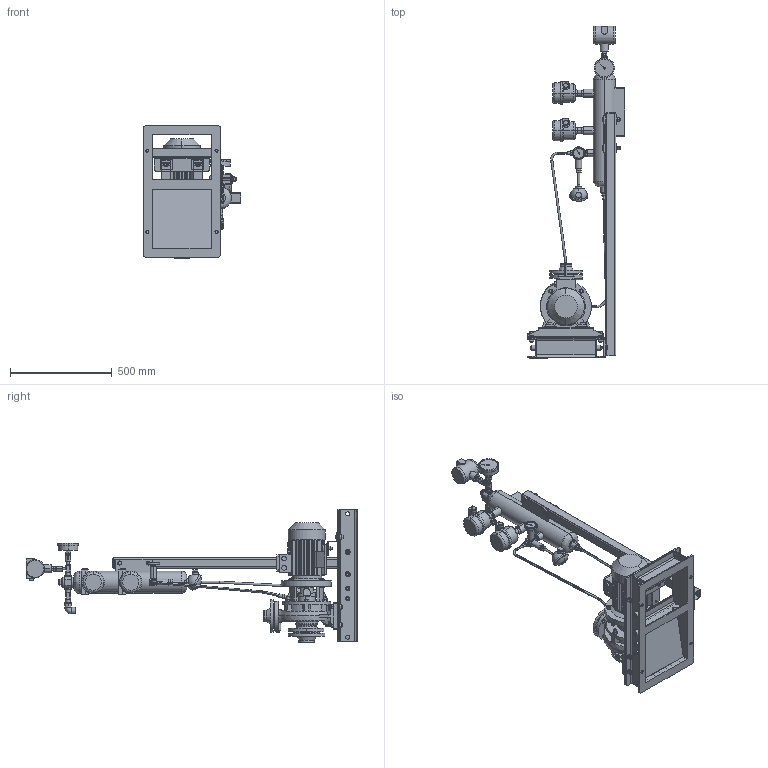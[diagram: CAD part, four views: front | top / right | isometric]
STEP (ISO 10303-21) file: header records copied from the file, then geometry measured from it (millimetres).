
FILE_DESCRIPTION (( 'STEP AP203' ), '1' );
FILE_NAME ('221-207-55Ò-ÐÑ2-10-02.step', '2023-07-26T13:44:26', ( 'adb' ), ( '' ), 'SwSTEP 2.0', 'SolidWorks 2016', '' );
FILE_SCHEMA (( 'CONFIG_CONTROL_DESIGN' ));
Length unit declared in the file: millimetre
Products named in the file (1): 221-207-55Ò-ÐÑ2-10-02
Bounding box: 479 x 1630.5 x 657 mm (x, y, z)
Volume: 22686485.9 mm3; surface area: 3883548.3 mm2
Topology: 32 solids, 45 shells, 3056 faces, 7758 edges, 4988 vertices
Faces by surface type: plane 1557, cylinder 1110, cone 278, torus 63, bspline 38, sphere 10
Entity records: 106090 total; most frequent: CARTESIAN_POINT 31468, DIRECTION 15753, ORIENTED_EDGE 15484, EDGE_CURVE 7742, AXIS2_PLACEMENT_3D 5961, VERTEX_POINT 4982, VECTOR 3831, LINE 3831
